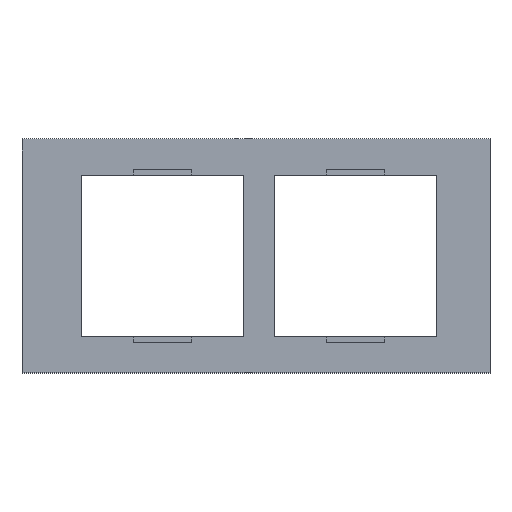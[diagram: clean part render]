
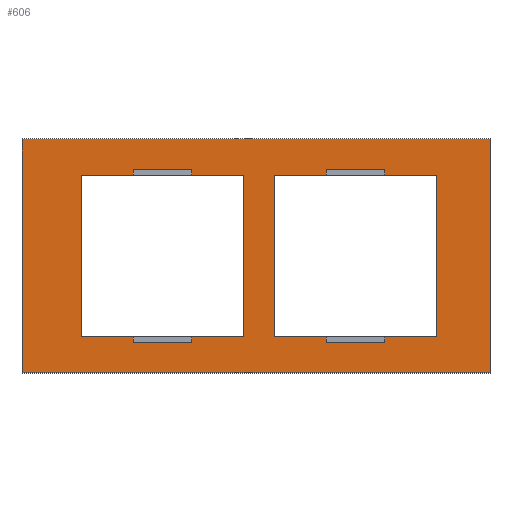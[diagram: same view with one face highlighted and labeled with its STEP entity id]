
A CAD part, top view. The second image highlights one B-rep face of the part: STEP entity #606.
In plain terms, the highlighted planar face has unit normal (0, 0, 1).
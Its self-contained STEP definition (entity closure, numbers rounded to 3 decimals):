
#15=FACE_BOUND('',#67,.T.);
#16=FACE_BOUND('',#68,.T.);
#36=FACE_OUTER_BOUND('',#66,.T.);
#66=EDGE_LOOP('',(#463,#464,#465,#466));
#67=EDGE_LOOP('',(#467,#468,#469,#470,#471,#472,#473,#474,#475,#476,#477,
#478));
#68=EDGE_LOOP('',(#479,#480,#481,#482,#483,#484,#485,#486,#487,#488,#489,
#490));
#84=LINE('',#815,#168);
#92=LINE('',#830,#176);
#93=LINE('',#834,#177);
#99=LINE('',#845,#183);
#100=LINE('',#847,#184);
#102=LINE('',#852,#186);
#106=LINE('',#861,#190);
#114=LINE('',#876,#198);
#115=LINE('',#880,#199);
#121=LINE('',#891,#205);
#122=LINE('',#893,#206);
#124=LINE('',#898,#208);
#127=LINE('',#904,#211);
#131=LINE('',#911,#215);
#132=LINE('',#915,#216);
#133=LINE('',#917,#217);
#134=LINE('',#919,#218);
#135=LINE('',#920,#219);
#136=LINE('',#922,#220);
#137=LINE('',#923,#221);
#138=LINE('',#925,#222);
#139=LINE('',#926,#223);
#140=LINE('',#928,#224);
#141=LINE('',#930,#225);
#142=LINE('',#931,#226);
#143=LINE('',#933,#227);
#144=LINE('',#935,#228);
#145=LINE('',#936,#229);
#168=VECTOR('',#668,10.);
#176=VECTOR('',#680,10.);
#177=VECTOR('',#683,10.);
#183=VECTOR('',#691,10.);
#184=VECTOR('',#694,10.);
#186=VECTOR('',#698,10.);
#190=VECTOR('',#706,10.);
#198=VECTOR('',#718,10.);
#199=VECTOR('',#721,10.);
#205=VECTOR('',#729,10.);
#206=VECTOR('',#732,10.);
#208=VECTOR('',#736,10.);
#211=VECTOR('',#743,10.);
#215=VECTOR('',#747,10.);
#216=VECTOR('',#750,10.);
#217=VECTOR('',#751,10.);
#218=VECTOR('',#752,10.);
#219=VECTOR('',#753,10.);
#220=VECTOR('',#754,10.);
#221=VECTOR('',#755,10.);
#222=VECTOR('',#756,10.);
#223=VECTOR('',#757,10.);
#224=VECTOR('',#758,10.);
#225=VECTOR('',#759,10.);
#226=VECTOR('',#760,10.);
#227=VECTOR('',#761,10.);
#228=VECTOR('',#762,10.);
#229=VECTOR('',#763,10.);
#251=VERTEX_POINT('',#811);
#253=VERTEX_POINT('',#814);
#257=VERTEX_POINT('',#826);
#258=VERTEX_POINT('',#828);
#259=VERTEX_POINT('',#832);
#260=VERTEX_POINT('',#833);
#264=VERTEX_POINT('',#842);
#265=VERTEX_POINT('',#849);
#267=VERTEX_POINT('',#857);
#269=VERTEX_POINT('',#860);
#273=VERTEX_POINT('',#872);
#274=VERTEX_POINT('',#874);
#275=VERTEX_POINT('',#878);
#276=VERTEX_POINT('',#879);
#280=VERTEX_POINT('',#888);
#281=VERTEX_POINT('',#895);
#283=VERTEX_POINT('',#903);
#286=VERTEX_POINT('',#909);
#287=VERTEX_POINT('',#913);
#288=VERTEX_POINT('',#914);
#289=VERTEX_POINT('',#916);
#290=VERTEX_POINT('',#918);
#291=VERTEX_POINT('',#921);
#292=VERTEX_POINT('',#924);
#293=VERTEX_POINT('',#927);
#294=VERTEX_POINT('',#929);
#295=VERTEX_POINT('',#932);
#296=VERTEX_POINT('',#934);
#308=EDGE_CURVE('',#253,#251,#84,.T.);
#316=EDGE_CURVE('',#257,#258,#92,.T.);
#317=EDGE_CURVE('',#259,#260,#93,.T.);
#323=EDGE_CURVE('',#264,#259,#99,.T.);
#324=EDGE_CURVE('',#258,#253,#100,.T.);
#326=EDGE_CURVE('',#260,#265,#102,.T.);
#330=EDGE_CURVE('',#269,#267,#106,.T.);
#338=EDGE_CURVE('',#273,#274,#114,.T.);
#339=EDGE_CURVE('',#275,#276,#115,.T.);
#345=EDGE_CURVE('',#280,#275,#121,.T.);
#346=EDGE_CURVE('',#274,#269,#122,.T.);
#348=EDGE_CURVE('',#276,#281,#124,.T.);
#351=EDGE_CURVE('',#283,#257,#127,.T.);
#355=EDGE_CURVE('',#251,#286,#131,.T.);
#356=EDGE_CURVE('',#287,#288,#132,.T.);
#357=EDGE_CURVE('',#288,#289,#133,.T.);
#358=EDGE_CURVE('',#289,#290,#134,.T.);
#359=EDGE_CURVE('',#290,#287,#135,.T.);
#360=EDGE_CURVE('',#265,#291,#136,.T.);
#361=EDGE_CURVE('',#291,#283,#137,.T.);
#362=EDGE_CURVE('',#286,#292,#138,.T.);
#363=EDGE_CURVE('',#292,#264,#139,.T.);
#364=EDGE_CURVE('',#281,#293,#140,.T.);
#365=EDGE_CURVE('',#293,#294,#141,.T.);
#366=EDGE_CURVE('',#294,#273,#142,.T.);
#367=EDGE_CURVE('',#267,#295,#143,.T.);
#368=EDGE_CURVE('',#295,#296,#144,.T.);
#369=EDGE_CURVE('',#296,#280,#145,.T.);
#463=ORIENTED_EDGE('',*,*,#356,.T.);
#464=ORIENTED_EDGE('',*,*,#357,.T.);
#465=ORIENTED_EDGE('',*,*,#358,.T.);
#466=ORIENTED_EDGE('',*,*,#359,.T.);
#467=ORIENTED_EDGE('',*,*,#323,.T.);
#468=ORIENTED_EDGE('',*,*,#317,.T.);
#469=ORIENTED_EDGE('',*,*,#326,.T.);
#470=ORIENTED_EDGE('',*,*,#360,.T.);
#471=ORIENTED_EDGE('',*,*,#361,.T.);
#472=ORIENTED_EDGE('',*,*,#351,.T.);
#473=ORIENTED_EDGE('',*,*,#316,.T.);
#474=ORIENTED_EDGE('',*,*,#324,.T.);
#475=ORIENTED_EDGE('',*,*,#308,.T.);
#476=ORIENTED_EDGE('',*,*,#355,.T.);
#477=ORIENTED_EDGE('',*,*,#362,.T.);
#478=ORIENTED_EDGE('',*,*,#363,.T.);
#479=ORIENTED_EDGE('',*,*,#345,.T.);
#480=ORIENTED_EDGE('',*,*,#339,.T.);
#481=ORIENTED_EDGE('',*,*,#348,.T.);
#482=ORIENTED_EDGE('',*,*,#364,.T.);
#483=ORIENTED_EDGE('',*,*,#365,.T.);
#484=ORIENTED_EDGE('',*,*,#366,.T.);
#485=ORIENTED_EDGE('',*,*,#338,.T.);
#486=ORIENTED_EDGE('',*,*,#346,.T.);
#487=ORIENTED_EDGE('',*,*,#330,.T.);
#488=ORIENTED_EDGE('',*,*,#367,.T.);
#489=ORIENTED_EDGE('',*,*,#368,.T.);
#490=ORIENTED_EDGE('',*,*,#369,.T.);
#576=PLANE('',#650);
#606=ADVANCED_FACE('',(#36,#15,#16),#576,.T.);
#650=AXIS2_PLACEMENT_3D('',#912,#748,#749);
#668=DIRECTION('',(0.,1.,0.));
#680=DIRECTION('',(0.,-1.,0.));
#683=DIRECTION('',(1.,0.,0.));
#691=DIRECTION('',(0.,1.,0.));
#694=DIRECTION('',(-1.,0.,0.));
#698=DIRECTION('',(0.,-1.,0.));
#706=DIRECTION('',(0.,1.,0.));
#718=DIRECTION('',(0.,-1.,0.));
#721=DIRECTION('',(1.,0.,0.));
#729=DIRECTION('',(0.,1.,0.));
#732=DIRECTION('',(-1.,0.,0.));
#736=DIRECTION('',(0.,-1.,0.));
#743=DIRECTION('',(-1.,0.,0.));
#747=DIRECTION('',(-1.,0.,0.));
#748=DIRECTION('center_axis',(0.,0.,1.));
#749=DIRECTION('ref_axis',(1.,0.,0.));
#750=DIRECTION('',(0.,1.,0.));
#751=DIRECTION('',(-1.,0.,0.));
#752=DIRECTION('',(0.,-1.,0.));
#753=DIRECTION('',(1.,0.,0.));
#754=DIRECTION('',(1.,0.,0.));
#755=DIRECTION('',(0.,-1.,0.));
#756=DIRECTION('',(0.,1.,0.));
#757=DIRECTION('',(1.,0.,0.));
#758=DIRECTION('',(1.,0.,0.));
#759=DIRECTION('',(0.,-1.,0.));
#760=DIRECTION('',(-1.,0.,0.));
#761=DIRECTION('',(-1.,0.,0.));
#762=DIRECTION('',(0.,1.,0.));
#763=DIRECTION('',(1.,0.,0.));
#811=CARTESIAN_POINT('',(-2.5,-6.9,5.));
#814=CARTESIAN_POINT('',(-2.5,-7.4,5.));
#815=CARTESIAN_POINT('',(-2.5,-3.7,5.));
#826=CARTESIAN_POINT('',(2.5,-6.9,5.));
#828=CARTESIAN_POINT('',(2.5,-7.4,5.));
#830=CARTESIAN_POINT('',(2.5,3.7,5.));
#832=CARTESIAN_POINT('',(-2.5,7.4,5.));
#833=CARTESIAN_POINT('',(2.5,7.4,5.));
#834=CARTESIAN_POINT('',(2.75,7.4,5.));
#842=CARTESIAN_POINT('',(-2.5,6.9,5.));
#845=CARTESIAN_POINT('',(-2.5,-3.7,5.));
#847=CARTESIAN_POINT('',(5.25,-7.4,5.));
#849=CARTESIAN_POINT('',(2.5,6.9,5.));
#852=CARTESIAN_POINT('',(2.5,3.7,5.));
#857=CARTESIAN_POINT('',(14.,-6.9,5.));
#860=CARTESIAN_POINT('',(14.,-7.4,5.));
#861=CARTESIAN_POINT('',(14.,-3.7,5.));
#872=CARTESIAN_POINT('',(19.,-6.9,5.));
#874=CARTESIAN_POINT('',(19.,-7.4,5.));
#876=CARTESIAN_POINT('',(19.,3.7,5.));
#878=CARTESIAN_POINT('',(14.,7.4,5.));
#879=CARTESIAN_POINT('',(19.,7.4,5.));
#880=CARTESIAN_POINT('',(11.,7.4,5.));
#888=CARTESIAN_POINT('',(14.,6.9,5.));
#891=CARTESIAN_POINT('',(14.,-3.7,5.));
#893=CARTESIAN_POINT('',(13.5,-7.4,5.));
#895=CARTESIAN_POINT('',(19.,6.9,5.));
#898=CARTESIAN_POINT('',(19.,3.7,5.));
#903=CARTESIAN_POINT('',(6.9,-6.9,5.));
#904=CARTESIAN_POINT('',(0.55,-6.9,5.));
#909=CARTESIAN_POINT('',(-6.9,-6.9,5.));
#911=CARTESIAN_POINT('',(0.55,-6.9,5.));
#912=CARTESIAN_POINT('Origin',(8.,0.,5.));
#913=CARTESIAN_POINT('',(28.,-10.,5.));
#914=CARTESIAN_POINT('',(28.,10.,5.));
#915=CARTESIAN_POINT('',(28.,-10.,5.));
#916=CARTESIAN_POINT('',(-12.,10.,5.));
#917=CARTESIAN_POINT('',(28.,10.,5.));
#918=CARTESIAN_POINT('',(-12.,-10.,5.));
#919=CARTESIAN_POINT('',(-12.,10.,5.));
#920=CARTESIAN_POINT('',(-12.,-10.,5.));
#921=CARTESIAN_POINT('',(6.9,6.9,5.));
#922=CARTESIAN_POINT('',(7.45,6.9,5.));
#923=CARTESIAN_POINT('',(6.9,-3.45,5.));
#924=CARTESIAN_POINT('',(-6.9,6.9,5.));
#925=CARTESIAN_POINT('',(-6.9,3.45,5.));
#926=CARTESIAN_POINT('',(7.45,6.9,5.));
#927=CARTESIAN_POINT('',(23.4,6.9,5.));
#928=CARTESIAN_POINT('',(15.7,6.9,5.));
#929=CARTESIAN_POINT('',(23.4,-6.9,5.));
#930=CARTESIAN_POINT('',(23.4,-3.45,5.));
#931=CARTESIAN_POINT('',(8.8,-6.9,5.));
#932=CARTESIAN_POINT('',(9.6,-6.9,5.));
#933=CARTESIAN_POINT('',(8.8,-6.9,5.));
#934=CARTESIAN_POINT('',(9.6,6.9,5.));
#935=CARTESIAN_POINT('',(9.6,3.45,5.));
#936=CARTESIAN_POINT('',(15.7,6.9,5.));
